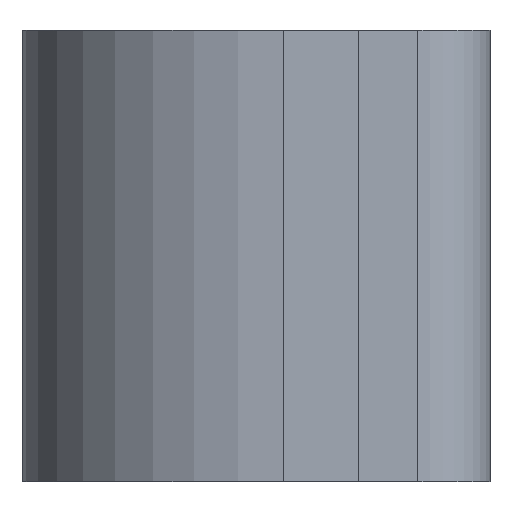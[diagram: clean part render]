
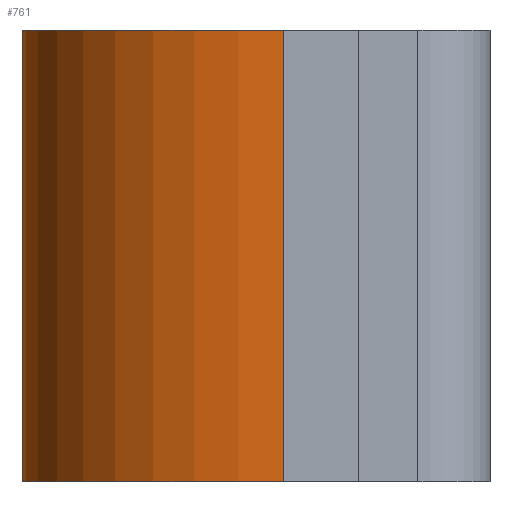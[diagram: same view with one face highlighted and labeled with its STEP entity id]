
A CAD part, left-side view. The second image highlights one B-rep face of the part: STEP entity #761.
In plain terms, the highlighted cylindrical face has radius 11.049 mm (diameter 22.098 mm), a partial arc.
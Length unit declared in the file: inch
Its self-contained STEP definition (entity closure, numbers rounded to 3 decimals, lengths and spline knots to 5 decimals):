
#16 = DIRECTION ( 'NONE',  ( 0., 0., -1. ) ) ;
#66 = EDGE_CURVE ( 'NONE', #547, #526, #776, .T. ) ;
#106 = ORIENTED_EDGE ( 'NONE', *, *, #537, .T. ) ;
#111 = VECTOR ( 'NONE', #318, 39.37008 ) ;
#114 = CARTESIAN_POINT ( 'NONE',  ( -1.31, 0.343, 0.375 ) ) ;
#116 = AXIS2_PLACEMENT_3D ( 'NONE', #412, #16, #478 ) ;
#126 = AXIS2_PLACEMENT_3D ( 'NONE', #624, #219, #685 ) ;
#173 = CARTESIAN_POINT ( 'NONE',  ( -0.44, 0.343, 0.375 ) ) ;
#198 = ORIENTED_EDGE ( 'NONE', *, *, #749, .F. ) ;
#202 = CARTESIAN_POINT ( 'NONE',  ( -1.31, 0.343, 0.375 ) ) ;
#219 = DIRECTION ( 'NONE',  ( 0., 0., -1. ) ) ;
#275 = DIRECTION ( 'NONE',  ( 0., 0., -1. ) ) ;
#291 = LINE ( 'NONE', #173, #111 ) ;
#295 = EDGE_CURVE ( 'NONE', #324, #526, #291, .T. ) ;
#305 = VERTEX_POINT ( 'NONE', #114 ) ;
#318 = DIRECTION ( 'NONE',  ( 0., 0., -1. ) ) ;
#324 = VERTEX_POINT ( 'NONE', #521 ) ;
#343 = CARTESIAN_POINT ( 'NONE',  ( -1.31, 0.343, -0.375 ) ) ;
#367 = CYLINDRICAL_SURFACE ( 'NONE', #501, 0.435 ) ;
#370 = ORIENTED_EDGE ( 'NONE', *, *, #295, .T. ) ;
#412 = CARTESIAN_POINT ( 'NONE',  ( -0.875, 0.343, 0.375 ) ) ;
#415 = DIRECTION ( 'NONE',  ( -1., 0., 0. ) ) ;
#441 = CIRCLE ( 'NONE', #116, 0.435 ) ;
#478 = DIRECTION ( 'NONE',  ( 1., 0., 0. ) ) ;
#501 = AXIS2_PLACEMENT_3D ( 'NONE', #666, #789, #415 ) ;
#507 = EDGE_LOOP ( 'NONE', ( #574, #198, #106, #370 ) ) ;
#521 = CARTESIAN_POINT ( 'NONE',  ( -0.44, 0.343, 0.375 ) ) ;
#526 = VERTEX_POINT ( 'NONE', #602 ) ;
#537 = EDGE_CURVE ( 'NONE', #305, #324, #441, .T. ) ;
#547 = VERTEX_POINT ( 'NONE', #343 ) ;
#563 = VECTOR ( 'NONE', #275, 39.37008 ) ;
#574 = ORIENTED_EDGE ( 'NONE', *, *, #66, .F. ) ;
#602 = CARTESIAN_POINT ( 'NONE',  ( -0.44, 0.343, -0.375 ) ) ;
#624 = CARTESIAN_POINT ( 'NONE',  ( -0.875, 0.343, -0.375 ) ) ;
#666 = CARTESIAN_POINT ( 'NONE',  ( -0.875, 0.343, 0.375 ) ) ;
#685 = DIRECTION ( 'NONE',  ( 1., 0., 0. ) ) ;
#706 = FACE_OUTER_BOUND ( 'NONE', #507, .T. ) ;
#726 = LINE ( 'NONE', #202, #563 ) ;
#749 = EDGE_CURVE ( 'NONE', #305, #547, #726, .T. ) ;
#761 = ADVANCED_FACE ( 'NONE', ( #706 ), #367, .T. ) ;
#776 = CIRCLE ( 'NONE', #126, 0.435 ) ;
#789 = DIRECTION ( 'NONE',  ( 0., 0., -1. ) ) ;
